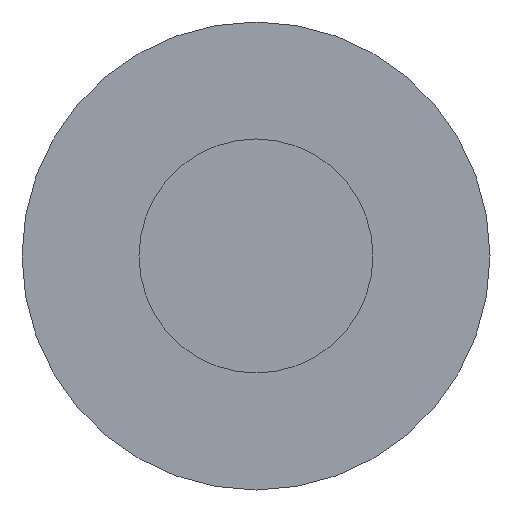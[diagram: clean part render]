
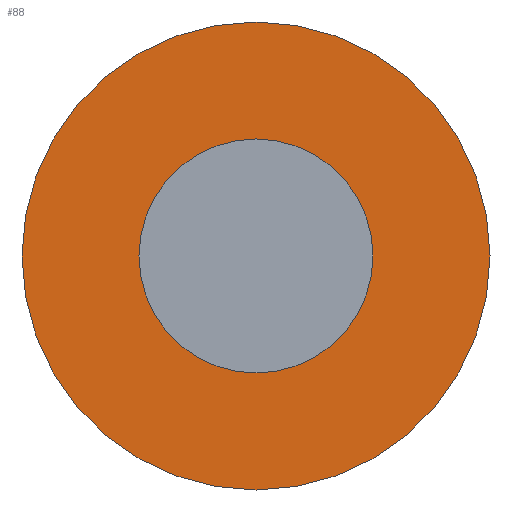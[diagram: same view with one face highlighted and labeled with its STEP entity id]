
A CAD part, front view. The second image highlights one B-rep face of the part: STEP entity #88.
In plain terms, the highlighted planar face has unit normal (0, -1, 0).
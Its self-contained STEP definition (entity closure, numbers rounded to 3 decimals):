
#14=FACE_BOUND('',#30,.T.);
#17=PLANE('',#111);
#22=FACE_OUTER_BOUND('',#29,.T.);
#29=EDGE_LOOP('',(#68));
#30=EDGE_LOOP('',(#69));
#44=CIRCLE('',#112,1.5);
#45=CIRCLE('',#113,0.75);
#50=VERTEX_POINT('',#160);
#51=VERTEX_POINT('',#162);
#57=EDGE_CURVE('',#50,#50,#44,.T.);
#58=EDGE_CURVE('',#51,#51,#45,.T.);
#68=ORIENTED_EDGE('',*,*,#57,.F.);
#69=ORIENTED_EDGE('',*,*,#58,.T.);
#88=ADVANCED_FACE('',(#22,#14),#17,.F.);
#111=AXIS2_PLACEMENT_3D('',#159,#131,#132);
#112=AXIS2_PLACEMENT_3D('',#161,#133,#134);
#113=AXIS2_PLACEMENT_3D('',#163,#135,#136);
#131=DIRECTION('center_axis',(0.,1.,0.));
#132=DIRECTION('ref_axis',(1.,0.,0.));
#133=DIRECTION('center_axis',(0.,1.,0.));
#134=DIRECTION('ref_axis',(1.,0.,0.));
#135=DIRECTION('center_axis',(0.,1.,0.));
#136=DIRECTION('ref_axis',(1.,0.,0.));
#159=CARTESIAN_POINT('Origin',(0.,0.,0.));
#160=CARTESIAN_POINT('',(-1.5,0.,0.));
#161=CARTESIAN_POINT('Origin',(0.,0.,0.));
#162=CARTESIAN_POINT('',(-0.75,0.,0.));
#163=CARTESIAN_POINT('Origin',(0.,0.,0.));
